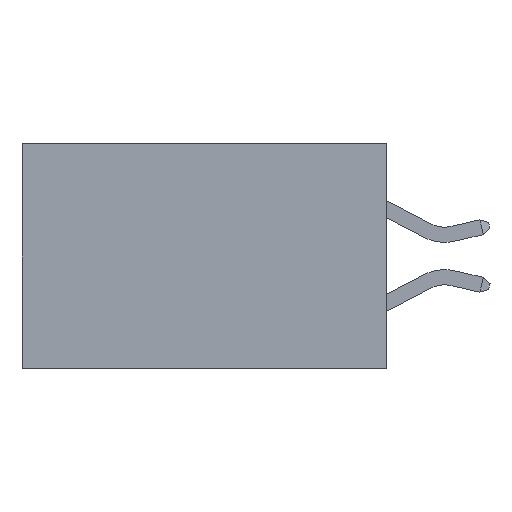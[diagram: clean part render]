
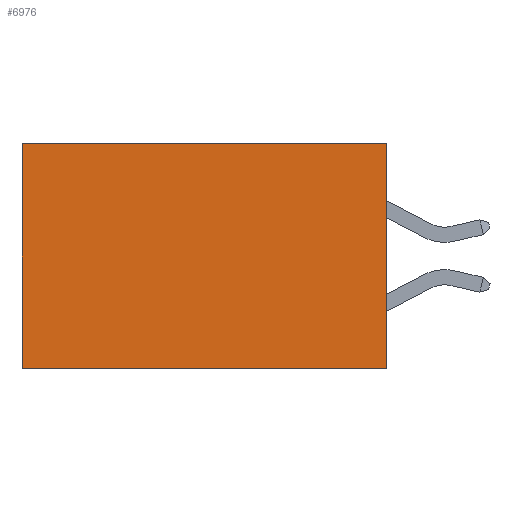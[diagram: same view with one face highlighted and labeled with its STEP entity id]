
A CAD part, left-side view. The second image highlights one B-rep face of the part: STEP entity #6976.
In plain terms, the highlighted planar face has unit normal (-1, 0, 0).
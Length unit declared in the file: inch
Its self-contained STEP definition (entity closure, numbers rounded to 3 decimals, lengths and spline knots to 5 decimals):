
#263 = LINE ( 'NONE', #1025, #3465 ) ;
#550 = ORIENTED_EDGE ( 'NONE', *, *, #17048, .F. ) ;
#737 = DIRECTION ( 'NONE',  ( 0., 0., -1. ) ) ;
#1025 = CARTESIAN_POINT ( 'NONE',  ( 0.2615, 0.6, -0.37 ) ) ;
#2003 = VERTEX_POINT ( 'NONE', #15365 ) ;
#2117 = LINE ( 'NONE', #14595, #15842 ) ;
#2604 = EDGE_CURVE ( 'NONE', #5228, #12334, #263, .T. ) ;
#3459 = CARTESIAN_POINT ( 'NONE',  ( 0.2615, 0.6, -0.37 ) ) ;
#3465 = VECTOR ( 'NONE', #737, 39.37008 ) ;
#4108 = EDGE_CURVE ( 'NONE', #2003, #10798, #2117, .T. ) ;
#5139 = ORIENTED_EDGE ( 'NONE', *, *, #8251, .T. ) ;
#5228 = VERTEX_POINT ( 'NONE', #8666 ) ;
#6198 = FACE_OUTER_BOUND ( 'NONE', #9708, .T. ) ;
#6554 = LINE ( 'NONE', #13163, #13164 ) ;
#6916 = AXIS2_PLACEMENT_3D ( 'NONE', #17020, #16328, #16352 ) ;
#6976 = ADVANCED_FACE ( 'NONE', ( #6198 ), #16485, .F. ) ;
#7590 = CARTESIAN_POINT ( 'NONE',  ( 0.2615, 0., -0.37 ) ) ;
#8120 = CARTESIAN_POINT ( 'NONE',  ( 0.2615, 0., -0.37 ) ) ;
#8251 = EDGE_CURVE ( 'NONE', #2003, #5228, #6554, .T. ) ;
#8546 = VECTOR ( 'NONE', #16779, 39.37008 ) ;
#8666 = CARTESIAN_POINT ( 'NONE',  ( 0.2615, 0.6, 0. ) ) ;
#9305 = ORIENTED_EDGE ( 'NONE', *, *, #4108, .F. ) ;
#9392 = DIRECTION ( 'NONE',  ( 0., 0., -1. ) ) ;
#9708 = EDGE_LOOP ( 'NONE', ( #9922, #550, #9305, #5139 ) ) ;
#9922 = ORIENTED_EDGE ( 'NONE', *, *, #2604, .T. ) ;
#10798 = VERTEX_POINT ( 'NONE', #8120 ) ;
#12334 = VERTEX_POINT ( 'NONE', #3459 ) ;
#13070 = DIRECTION ( 'NONE',  ( 0., 1., 0. ) ) ;
#13163 = CARTESIAN_POINT ( 'NONE',  ( 0.2615, 0., 0. ) ) ;
#13164 = VECTOR ( 'NONE', #13070, 39.37008 ) ;
#14595 = CARTESIAN_POINT ( 'NONE',  ( 0.2615, 0., -0.37 ) ) ;
#15365 = CARTESIAN_POINT ( 'NONE',  ( 0.2615, 0., 0. ) ) ;
#15531 = LINE ( 'NONE', #7590, #8546 ) ;
#15842 = VECTOR ( 'NONE', #9392, 39.37008 ) ;
#16328 = DIRECTION ( 'NONE',  ( 1., 0., 0. ) ) ;
#16352 = DIRECTION ( 'NONE',  ( 0., 0., -1. ) ) ;
#16485 = PLANE ( 'NONE',  #6916 ) ;
#16779 = DIRECTION ( 'NONE',  ( 0., 1., 0. ) ) ;
#17020 = CARTESIAN_POINT ( 'NONE',  ( 0.2615, 0., -0.37 ) ) ;
#17048 = EDGE_CURVE ( 'NONE', #10798, #12334, #15531, .T. ) ;
